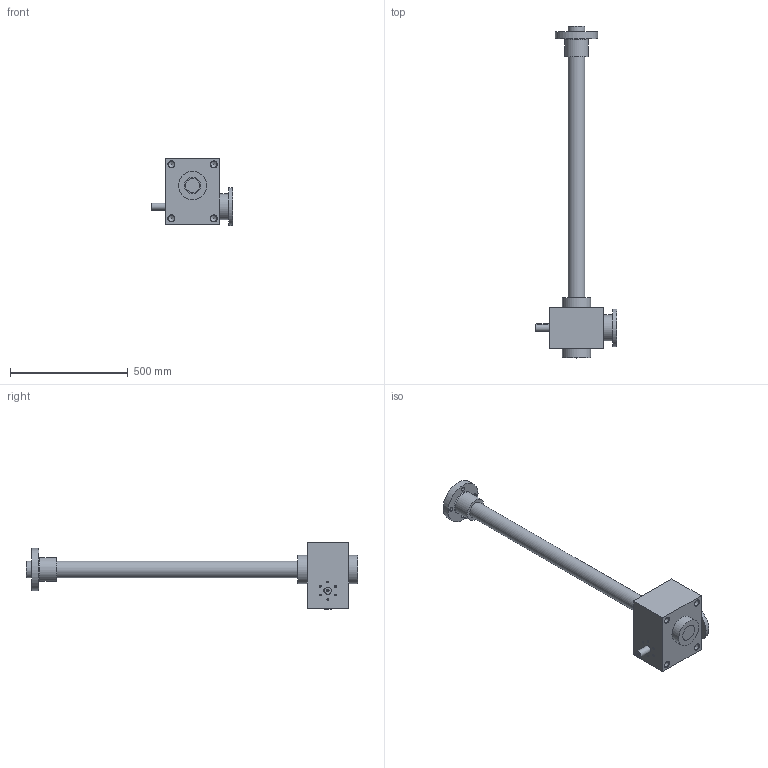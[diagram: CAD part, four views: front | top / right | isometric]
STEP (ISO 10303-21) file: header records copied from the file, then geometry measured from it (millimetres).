
FILE_DESCRIPTION( ( 'STEP AP214' ), ' ' );
FILE_NAME( 'TPR7010_MBD_100-112_B14_R.1_5_C.1000_-_-_-_-_-_-.stp', '2017-08-20T12:20:51', ( '' ), ( '' ), ' ', 'PARTsolutions', ' ' );
FILE_SCHEMA( ( 'AUTOMOTIVE_DESIGN { 1 0 10303 214 1 1 1 1 }' ) );
Length unit declared in the file: millimetre
Products named in the file (6): TPR7010_MBD_100-112/B14_R.1/5_C.1000_-_-_-_-_-_-; _TPR7010_4_1_1_1_tpr_1; _TPR7010-2; _TPR7010_1000_11-_tpr_3; _TPR7010_1000_1_tpr_4; _7010_10-fl
Assembly tree (5 placements, depth 2):
  TPR7010_MBD_100-112/B14_R.1/5_C.1000_-_-_-_-_-_-
    _TPR7010_4_1_1_1_tpr_1
    _TPR7010-2
    _TPR7010_1000_11-_tpr_3
    _TPR7010_1000_1_tpr_4
    _7010_10-fl
Bounding box: 345 x 1411 x 285 mm (x, y, z)
Volume: 18373191.1 mm3; surface area: 942466.7 mm2
Topology: 5 solids, 5 shells, 207 faces, 521 edges, 340 vertices
Faces by surface type: plane 101, cylinder 71, cone 34, torus 1
Full cylindrical faces by diameter (mm): 6.647 x6, 8.376 x1, 9 x4, 18 x4, 26.211 x8, 30 x2, 55 x1, 60 x2, 70 x1, 100 x1, 110 x2, 120 x2, 160 x1, 180 x1
Entity records: 7512 total; most frequent: CARTESIAN_POINT 1024, DIRECTION 1006, ORIENTED_EDGE 844, EDGE_CURVE 422, AXIS2_PLACEMENT_3D 373, VERTEX_POINT 327, EDGE_LOOP 316, LINE 260
